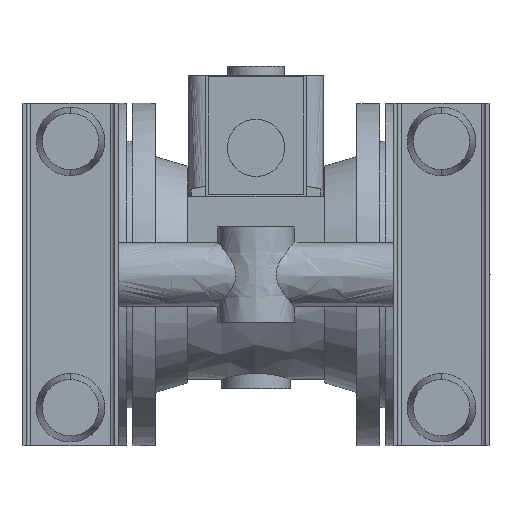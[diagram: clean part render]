
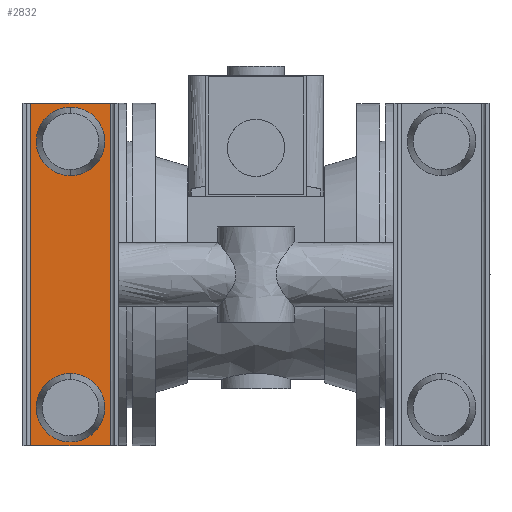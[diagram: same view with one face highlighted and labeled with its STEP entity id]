
A CAD part, front view. The second image highlights one B-rep face of the part: STEP entity #2832.
In plain terms, the highlighted free-form (B-spline) face has degree [1, 1] with [2, 2] control points.
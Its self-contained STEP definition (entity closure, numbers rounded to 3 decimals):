
#81 = B_SPLINE_CURVE_WITH_KNOTS ( 'NONE', 1,
 ( #16069, #2169 ),
 .UNSPECIFIED., .F., .F.,
 ( 2, 2 ),
 ( 0., 1. ),
 .UNSPECIFIED. ) ;
#495 = VERTEX_POINT ( 'NONE', #9721 ) ;
#496 = CARTESIAN_POINT ( 'NONE',  ( -118.5, -146., -90. ) ) ;
#1046 = CARTESIAN_POINT ( 'NONE',  ( -108.044, -146., 88. ) ) ;
#1577 = CARTESIAN_POINT ( 'NONE',  ( -118.5, -146., -90. ) ) ;
#1775 = CARTESIAN_POINT ( 'NONE',  ( -76.5, -146., 90. ) ) ;
#1982 = CARTESIAN_POINT ( 'NONE',  ( -97.5, -146., -52. ) ) ;
#2169 = CARTESIAN_POINT ( 'NONE',  ( -118.5, -146., -90. ) ) ;
#2352 = CARTESIAN_POINT ( 'NONE',  ( -97.5, -146., 52. ) ) ;
#2832 = ADVANCED_FACE ( 'NONE', ( #12789, #3166, #11392 ), #13105, .F. ) ;
#3004 = CARTESIAN_POINT ( 'NONE',  ( -118.5, -146., 90. ) ) ;
#3076 = EDGE_CURVE ( 'NONE', #7737, #10183, #18061, .T. ) ;
#3166 = FACE_BOUND ( 'NONE', #18316, .T. ) ;
#4102 =( BOUNDED_CURVE ( )  B_SPLINE_CURVE ( 3, ( #15311, #1046, #14003, #6699, #6967, #12340, #2352 ),
 .UNSPECIFIED., .F., .F. ) 
 B_SPLINE_CURVE_WITH_KNOTS ( ( 4, 3, 4 ),
 ( -3.142, -1.571, 0. ),
 .UNSPECIFIED. ) 
 CURVE ( )  GEOMETRIC_REPRESENTATION_ITEM ( )  RATIONAL_B_SPLINE_CURVE ( ( 1., 0.805, 0.805, 1., 0.805, 0.805, 1. ) ) 
 REPRESENTATION_ITEM ( '' )  );
#4146 = EDGE_CURVE ( 'NONE', #10183, #7737, #4102, .T. ) ;
#4220 = VERTEX_POINT ( 'NONE', #1775 ) ;
#4351 = CARTESIAN_POINT ( 'NONE',  ( -97.5, -146., -52. ) ) ;
#4455 = CARTESIAN_POINT ( 'NONE',  ( -118.5, -146., 90. ) ) ;
#5366 = EDGE_CURVE ( 'NONE', #7784, #15164, #14393, .T. ) ;
#5373 = CARTESIAN_POINT ( 'NONE',  ( -86.956, -146., -52. ) ) ;
#5499 = ORIENTED_EDGE ( 'NONE', *, *, #8737, .F. ) ;
#6580 = CARTESIAN_POINT ( 'NONE',  ( -97.5, -146., 52. ) ) ;
#6699 = CARTESIAN_POINT ( 'NONE',  ( -115.5, -146., 70. ) ) ;
#6767 = CARTESIAN_POINT ( 'NONE',  ( -79.5, -146., -80.544 ) ) ;
#6967 = CARTESIAN_POINT ( 'NONE',  ( -115.5, -146., 59.456 ) ) ;
#6978 = VERTEX_POINT ( 'NONE', #1982 ) ;
#7363 = ORIENTED_EDGE ( 'NONE', *, *, #3076, .F. ) ;
#7737 = VERTEX_POINT ( 'NONE', #11523 ) ;
#7784 = VERTEX_POINT ( 'NONE', #496 ) ;
#8317 = CARTESIAN_POINT ( 'NONE',  ( -97.5, -146., -52. ) ) ;
#8388 = EDGE_CURVE ( 'NONE', #495, #6978, #10961, .T. ) ;
#8490 = CARTESIAN_POINT ( 'NONE',  ( -97.5, -146., -88. ) ) ;
#8494 = EDGE_CURVE ( 'NONE', #4220, #15164, #17501, .T. ) ;
#8709 = CARTESIAN_POINT ( 'NONE',  ( -76.5, -146., -90. ) ) ;
#8737 = EDGE_CURVE ( 'NONE', #4220, #13867, #13964, .T. ) ;
#8800 = CARTESIAN_POINT ( 'NONE',  ( -118.5, -146., 90. ) ) ;
#8849 = ORIENTED_EDGE ( 'NONE', *, *, #8388, .F. ) ;
#9170 = CARTESIAN_POINT ( 'NONE',  ( -61.5, -146., 52. ) ) ;
#9721 = CARTESIAN_POINT ( 'NONE',  ( -97.5, -146., -88. ) ) ;
#9777 = CARTESIAN_POINT ( 'NONE',  ( -76.5, -146., -90. ) ) ;
#10003 = CARTESIAN_POINT ( 'NONE',  ( -76.5, -146., 90. ) ) ;
#10051 = CARTESIAN_POINT ( 'NONE',  ( -97.5, -146., 88. ) ) ;
#10183 = VERTEX_POINT ( 'NONE', #10051 ) ;
#10840 = CARTESIAN_POINT ( 'NONE',  ( -79.5, -146., -70. ) ) ;
#10931 = CARTESIAN_POINT ( 'NONE',  ( -79.5, -146., -59.456 ) ) ;
#10961 =( BOUNDED_CURVE ( )  B_SPLINE_CURVE ( 3, ( #16775, #11018, #6767, #10840, #10931, #5373, #8317 ),
 .UNSPECIFIED., .F., .F. ) 
 B_SPLINE_CURVE_WITH_KNOTS ( ( 4, 3, 4 ),
 ( -3.142, -1.571, 0. ),
 .UNSPECIFIED. ) 
 CURVE ( )  GEOMETRIC_REPRESENTATION_ITEM ( )  RATIONAL_B_SPLINE_CURVE ( ( 1., 0.805, 0.805, 1., 0.805, 0.805, 1. ) ) 
 REPRESENTATION_ITEM ( '' )  );
#11018 = CARTESIAN_POINT ( 'NONE',  ( -86.956, -146., -88. ) ) ;
#11098 = CARTESIAN_POINT ( 'NONE',  ( -133.5, -146., -88. ) ) ;
#11392 = FACE_OUTER_BOUND ( 'NONE', #16552, .T. ) ;
#11523 = CARTESIAN_POINT ( 'NONE',  ( -97.5, -146., 52. ) ) ;
#12037 = ORIENTED_EDGE ( 'NONE', *, *, #15382, .F. ) ;
#12298 = CARTESIAN_POINT ( 'NONE',  ( -76.5, -146., 90. ) ) ;
#12340 = CARTESIAN_POINT ( 'NONE',  ( -108.044, -146., 52. ) ) ;
#12789 = FACE_BOUND ( 'NONE', #13543, .T. ) ;
#13105 = B_SPLINE_SURFACE_WITH_KNOTS ( 'NONE', 1, 1, ( 
 ( #1577, #8709 ),
 ( #8800, #10003 ) ),
 .UNSPECIFIED., .F., .F., .F.,
 ( 2, 2 ),
 ( 2, 2 ),
 ( 0., 1. ),
 ( 0., 1. ),
 .UNSPECIFIED. ) ;
#13543 = EDGE_LOOP ( 'NONE', ( #7363, #14746 ) ) ;
#13707 = CARTESIAN_POINT ( 'NONE',  ( -61.5, -146., 88. ) ) ;
#13792 = CARTESIAN_POINT ( 'NONE',  ( -118.5, -146., 90. ) ) ;
#13867 = VERTEX_POINT ( 'NONE', #9777 ) ;
#13880 = ORIENTED_EDGE ( 'NONE', *, *, #5366, .F. ) ;
#13964 = B_SPLINE_CURVE_WITH_KNOTS ( 'NONE', 1,
 ( #12298, #17960 ),
 .UNSPECIFIED., .F., .F.,
 ( 2, 2 ),
 ( -1., 0. ),
 .UNSPECIFIED. ) ;
#14003 = CARTESIAN_POINT ( 'NONE',  ( -115.5, -146., 80.544 ) ) ;
#14362 = CARTESIAN_POINT ( 'NONE',  ( -76.5, -146., 90. ) ) ;
#14393 = B_SPLINE_CURVE_WITH_KNOTS ( 'NONE', 1,
 ( #15273, #13792 ),
 .UNSPECIFIED., .F., .F.,
 ( 2, 2 ),
 ( -1., 0. ),
 .UNSPECIFIED. ) ;
#14746 = ORIENTED_EDGE ( 'NONE', *, *, #4146, .F. ) ;
#14841 = CARTESIAN_POINT ( 'NONE',  ( -97.5, -146., 88. ) ) ;
#15164 = VERTEX_POINT ( 'NONE', #3004 ) ;
#15273 = CARTESIAN_POINT ( 'NONE',  ( -118.5, -146., -90. ) ) ;
#15311 = CARTESIAN_POINT ( 'NONE',  ( -97.5, -146., 88. ) ) ;
#15366 = ORIENTED_EDGE ( 'NONE', *, *, #17981, .F. ) ;
#15382 = EDGE_CURVE ( 'NONE', #13867, #7784, #81, .T. ) ;
#16069 = CARTESIAN_POINT ( 'NONE',  ( -76.5, -146., -90. ) ) ;
#16552 = EDGE_LOOP ( 'NONE', ( #5499, #17636, #13880, #12037 ) ) ;
#16775 = CARTESIAN_POINT ( 'NONE',  ( -97.5, -146., -88. ) ) ;
#17129 = CARTESIAN_POINT ( 'NONE',  ( -133.5, -146., -52. ) ) ;
#17349 =( BOUNDED_CURVE ( )  B_SPLINE_CURVE ( 3, ( #4351, #17129, #11098, #8490 ),
 .UNSPECIFIED., .F., .F. ) 
 B_SPLINE_CURVE_WITH_KNOTS ( ( 4, 4 ),
 ( -3.142, 0. ),
 .UNSPECIFIED. ) 
 CURVE ( )  GEOMETRIC_REPRESENTATION_ITEM ( )  RATIONAL_B_SPLINE_CURVE ( ( 1., 0.333, 0.333, 1. ) ) 
 REPRESENTATION_ITEM ( '' )  );
#17501 = B_SPLINE_CURVE_WITH_KNOTS ( 'NONE', 1,
 ( #14362, #4455 ),
 .UNSPECIFIED., .F., .F.,
 ( 2, 2 ),
 ( 0., 1. ),
 .UNSPECIFIED. ) ;
#17636 = ORIENTED_EDGE ( 'NONE', *, *, #8494, .T. ) ;
#17960 = CARTESIAN_POINT ( 'NONE',  ( -76.5, -146., -90. ) ) ;
#17981 = EDGE_CURVE ( 'NONE', #6978, #495, #17349, .T. ) ;
#18061 =( BOUNDED_CURVE ( )  B_SPLINE_CURVE ( 3, ( #6580, #9170, #13707, #14841 ),
 .UNSPECIFIED., .F., .F. ) 
 B_SPLINE_CURVE_WITH_KNOTS ( ( 4, 4 ),
 ( -3.142, 0. ),
 .UNSPECIFIED. ) 
 CURVE ( )  GEOMETRIC_REPRESENTATION_ITEM ( )  RATIONAL_B_SPLINE_CURVE ( ( 1., 0.333, 0.333, 1. ) ) 
 REPRESENTATION_ITEM ( '' )  );
#18316 = EDGE_LOOP ( 'NONE', ( #8849, #15366 ) ) ;
